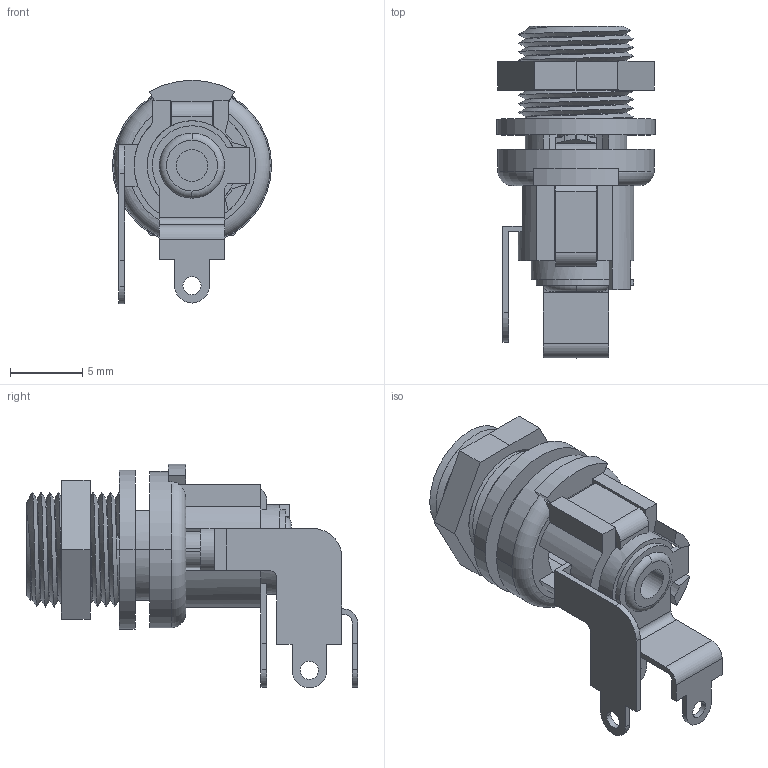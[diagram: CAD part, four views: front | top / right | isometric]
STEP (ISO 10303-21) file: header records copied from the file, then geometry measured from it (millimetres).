
FILE_DESCRIPTION((''),'2;1');
FILE_NAME('JACK-L-LKRAPANEL-5A-R_ASM','2024-01-25T09:02:06',('wangjunfeng'),(''),'CREO PARAMETRIC BY PTC INC, 2018050','CREO PARAMETRIC BY PTC INC, 2018050','');
FILE_SCHEMA(('CONFIG_CONTROL_DESIGN'));
Length unit declared in the file: millimetre
Products named in the file (4): JACK-L-LKRAPANEL-5A-R; GASKET-2; NUT-2; JACK-L-LKRAPANEL-5A-R_ASM
Assembly tree (3 placements, depth 2):
  JACK-L-LKRAPANEL-5A-R_ASM
    JACK-L-LKRAPANEL-5A-R
    GASKET-2
    NUT-2
Bounding box: 11 x 22.93 x 15.45 mm (x, y, z)
Volume: 737.4 mm3; surface area: 1819.5 mm2
Topology: 3 solids, 3 shells, 203 faces, 572 edges, 374 vertices
Faces by surface type: plane 108, cylinder 72, bspline 17, torus 3, sphere 2, cone 1
Entity records: 9978 total; most frequent: CARTESIAN_POINT 4732, ORIENTED_EDGE 1144, DIRECTION 985, EDGE_CURVE 572, VERTEX_POINT 374, VECTOR 329, LINE 329, AXIS2_PLACEMENT_3D 328
